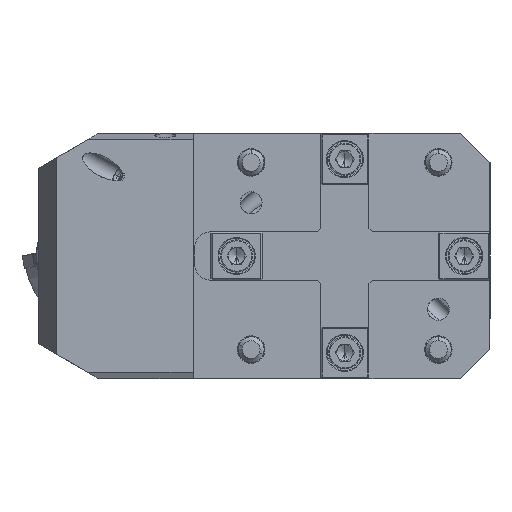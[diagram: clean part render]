
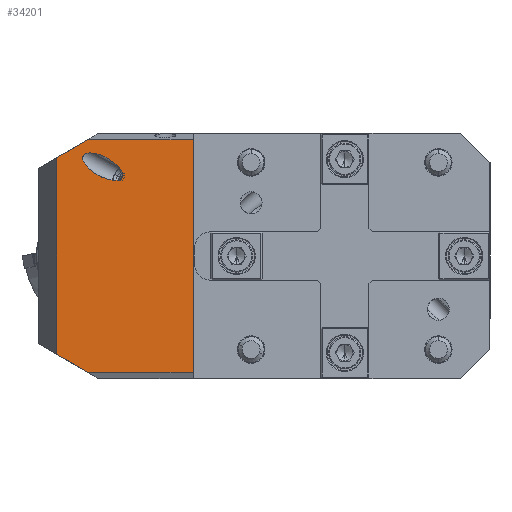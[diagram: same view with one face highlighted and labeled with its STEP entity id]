
A CAD part, front view. The second image highlights one B-rep face of the part: STEP entity #34201.
In plain terms, the highlighted planar face has unit normal (0, -1, 0).
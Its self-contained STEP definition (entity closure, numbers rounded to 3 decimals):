
#358 = EDGE_CURVE ( 'NONE', #12381, #31916, #20906, .T. ) ;
#1202 = VERTEX_POINT ( 'NONE', #27433 ) ;
#1365 = CARTESIAN_POINT ( 'NONE',  ( -61.414, -10., 23.579 ) ) ;
#3328 = CARTESIAN_POINT ( 'NONE',  ( -89.226, -10., -30.469 ) ) ;
#4213 = LINE ( 'NONE', #6977, #23764 ) ;
#4441 = LINE ( 'NONE', #32046, #34504 ) ;
#4447 = CARTESIAN_POINT ( 'NONE',  ( -89.226, -10., 30.469 ) ) ;
#5820 = EDGE_CURVE ( 'NONE', #27366, #30673, #31938, .T. ) ;
#6022 = FACE_BOUND ( 'NONE', #26406, .T. ) ;
#6037 = CARTESIAN_POINT ( 'NONE',  ( -73.529, -10., 30.295 ) ) ;
#6977 = CARTESIAN_POINT ( 'NONE',  ( -76.182, -10., 38. ) ) ;
#7069 = EDGE_CURVE ( 'NONE', #27541, #12873, #31256, .T. ) ;
#7222 = CARTESIAN_POINT ( 'NONE',  ( -76.438, -10., 25.047 ) ) ;
#8922 = DIRECTION ( 'NONE',  ( 1., 0., 0. ) ) ;
#12316 = VECTOR ( 'NONE', #33987, 1000. ) ;
#12320 = DIRECTION ( 'NONE',  ( 1., 0., 0. ) ) ;
#12381 = VERTEX_POINT ( 'NONE', #3328 ) ;
#12873 = VERTEX_POINT ( 'NONE', #36128 ) ;
#13018 = CARTESIAN_POINT ( 'NONE',  ( -76.438, -10., 25.047 ) ) ;
#14231 = LINE ( 'NONE', #27861, #28799 ) ;
#15477 = CARTESIAN_POINT ( 'NONE',  ( -47., -10., -36.011 ) ) ;
#15922 = CARTESIAN_POINT ( 'NONE',  ( -85.644, -10., 37.01 ) ) ;
#15990 = EDGE_CURVE ( 'NONE', #36437, #31916, #4213, .T. ) ;
#16744 = CARTESIAN_POINT ( 'NONE',  ( -47., -10., 36.011 ) ) ;
#16862 = CARTESIAN_POINT ( 'NONE',  ( -47., -10., 38. ) ) ;
#17479 = EDGE_CURVE ( 'NONE', #12381, #1202, #26884, .T. ) ;
#17822 = EDGE_LOOP ( 'NONE', ( #30284, #29218, #28005, #24421, #36808, #27425 ) ) ;
#18793 = CARTESIAN_POINT ( 'NONE',  ( -73.529, -10., 30.295 ) ) ;
#19154 = VECTOR ( 'NONE', #25991, 1000. ) ;
#20474 =( BOUNDED_CURVE ( )  B_SPLINE_CURVE ( 3, ( #13018, #35303, #15922, #36311 ),
 .UNSPECIFIED., .F., .T. ) 
 B_SPLINE_CURVE_WITH_KNOTS ( ( 4, 4 ),
 ( 1.571, 4.712 ),
 .UNSPECIFIED. ) 
 CURVE ( )  GEOMETRIC_REPRESENTATION_ITEM ( )  RATIONAL_B_SPLINE_CURVE ( ( 1., 0.333, 0.333, 1. ) ) 
 REPRESENTATION_ITEM ( '' )  );
#20793 = CARTESIAN_POINT ( 'NONE',  ( -95., -10., 38. ) ) ;
#20906 = LINE ( 'NONE', #33871, #12316 ) ;
#21969 = CARTESIAN_POINT ( 'NONE',  ( -79.627, -10., 36.011 ) ) ;
#22526 = EDGE_CURVE ( 'NONE', #12873, #27541, #20474, .T. ) ;
#23764 = VECTOR ( 'NONE', #30243, 1000. ) ;
#23824 = PLANE ( 'NONE',  #26446 ) ;
#24421 = ORIENTED_EDGE ( 'NONE', *, *, #5820, .F. ) ;
#24509 = EDGE_CURVE ( 'NONE', #1202, #30673, #14231, .T. ) ;
#25991 = DIRECTION ( 'NONE',  ( 0.866, 0., -0.5 ) ) ;
#26406 = EDGE_LOOP ( 'NONE', ( #26589, #28951 ) ) ;
#26446 = AXIS2_PLACEMENT_3D ( 'NONE', #20793, #29727, #12320 ) ;
#26589 = ORIENTED_EDGE ( 'NONE', *, *, #22526, .T. ) ;
#26884 = LINE ( 'NONE', #31630, #19154 ) ;
#26901 = EDGE_CURVE ( 'NONE', #36437, #27366, #4441, .T. ) ;
#27366 = VERTEX_POINT ( 'NONE', #16744 ) ;
#27425 = ORIENTED_EDGE ( 'NONE', *, *, #15990, .T. ) ;
#27433 = CARTESIAN_POINT ( 'NONE',  ( -79.627, -10., -36.011 ) ) ;
#27541 = VERTEX_POINT ( 'NONE', #6037 ) ;
#27861 = CARTESIAN_POINT ( 'NONE',  ( -95., -10., -36.011 ) ) ;
#28005 = ORIENTED_EDGE ( 'NONE', *, *, #24509, .T. ) ;
#28457 = DIRECTION ( 'NONE',  ( 0., 0., -1. ) ) ;
#28799 = VECTOR ( 'NONE', #36518, 1000. ) ;
#28951 = ORIENTED_EDGE ( 'NONE', *, *, #7069, .T. ) ;
#29218 = ORIENTED_EDGE ( 'NONE', *, *, #17479, .T. ) ;
#29727 = DIRECTION ( 'NONE',  ( 0., -1., 0. ) ) ;
#30094 = VECTOR ( 'NONE', #28457, 1000. ) ;
#30243 = DIRECTION ( 'NONE',  ( -0.866, 0., -0.5 ) ) ;
#30284 = ORIENTED_EDGE ( 'NONE', *, *, #358, .F. ) ;
#30673 = VERTEX_POINT ( 'NONE', #15477 ) ;
#31256 =( BOUNDED_CURVE ( )  B_SPLINE_CURVE ( 3, ( #18793, #1365, #33202, #7222 ),
 .UNSPECIFIED., .F., .F. ) 
 B_SPLINE_CURVE_WITH_KNOTS ( ( 4, 4 ),
 ( 4.712, 7.854 ),
 .UNSPECIFIED. ) 
 CURVE ( )  GEOMETRIC_REPRESENTATION_ITEM ( )  RATIONAL_B_SPLINE_CURVE ( ( 1., 0.333, 0.333, 1. ) ) 
 REPRESENTATION_ITEM ( '' )  );
#31630 = CARTESIAN_POINT ( 'NONE',  ( -95., -10., -27.135 ) ) ;
#31916 = VERTEX_POINT ( 'NONE', #4447 ) ;
#31938 = LINE ( 'NONE', #16862, #30094 ) ;
#32046 = CARTESIAN_POINT ( 'NONE',  ( -95., -10., 36.011 ) ) ;
#33202 = CARTESIAN_POINT ( 'NONE',  ( -64.323, -10., 18.332 ) ) ;
#33871 = CARTESIAN_POINT ( 'NONE',  ( -89.226, -10., -38. ) ) ;
#33987 = DIRECTION ( 'NONE',  ( 0., 0., 1. ) ) ;
#34201 = ADVANCED_FACE ( 'NONE', ( #6022, #35196 ), #23824, .T. ) ;
#34504 = VECTOR ( 'NONE', #8922, 1000. ) ;
#35196 = FACE_OUTER_BOUND ( 'NONE', #17822, .T. ) ;
#35303 = CARTESIAN_POINT ( 'NONE',  ( -88.552, -10., 31.762 ) ) ;
#36128 = CARTESIAN_POINT ( 'NONE',  ( -76.438, -10., 25.047 ) ) ;
#36311 = CARTESIAN_POINT ( 'NONE',  ( -73.529, -10., 30.295 ) ) ;
#36437 = VERTEX_POINT ( 'NONE', #21969 ) ;
#36518 = DIRECTION ( 'NONE',  ( 1., 0., 0. ) ) ;
#36808 = ORIENTED_EDGE ( 'NONE', *, *, #26901, .F. ) ;
